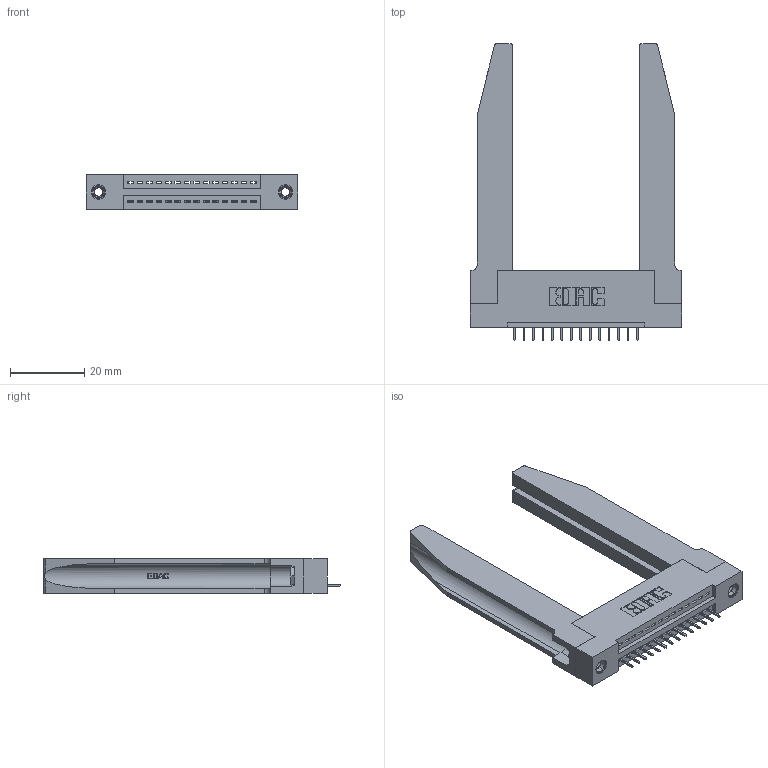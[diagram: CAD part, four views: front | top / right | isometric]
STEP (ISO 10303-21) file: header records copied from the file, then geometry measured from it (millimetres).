
FILE_DESCRIPTION (( 'STEP AP203' ), '1' );
FILE_NAME ('395-014-525-178.STEP', '2020-09-23T08:08:47', ( '' ), ( '' ), 'SwSTEP 2.0', 'SolidWorks 2020', '' );
FILE_SCHEMA (( 'CONFIG_CONTROL_DESIGN' ));
Length unit declared in the file: inch
Products named in the file (5): 345-292-001_345-293-125; 345 Part_Flush Mounting Lugs - 0.156 Dia-TH; 395-014-525-178; 345-250-001_345-250-001-102; 345-220-078_345-220-078
Assembly tree (19 placements, depth 2):
  395-014-525-178
    345 Part_Flush Mounting Lugs - 0.156 Dia-TH
    345-292-001_345-293-125  x14
    345-250-001_345-250-001-102  x2
    345-220-078_345-220-078  x2
Bounding box: 56.79 x 79.68 x 9.4 mm (x, y, z)
Volume: 12878.3 mm3; surface area: 13062.3 mm2
Topology: 19 solids, 19 shells, 1228 faces, 3469 edges, 2246 vertices
Faces by surface type: plane 866, cylinder 310, bspline 36, cone 12, torus 4
Entity records: 19120 total; most frequent: CARTESIAN_POINT 4209, ORIENTED_EDGE 3054, DIRECTION 2725, EDGE_CURVE 1527, VECTOR 1249, LINE 1249, VERTEX_POINT 1008, AXIS2_PLACEMENT_3D 738
